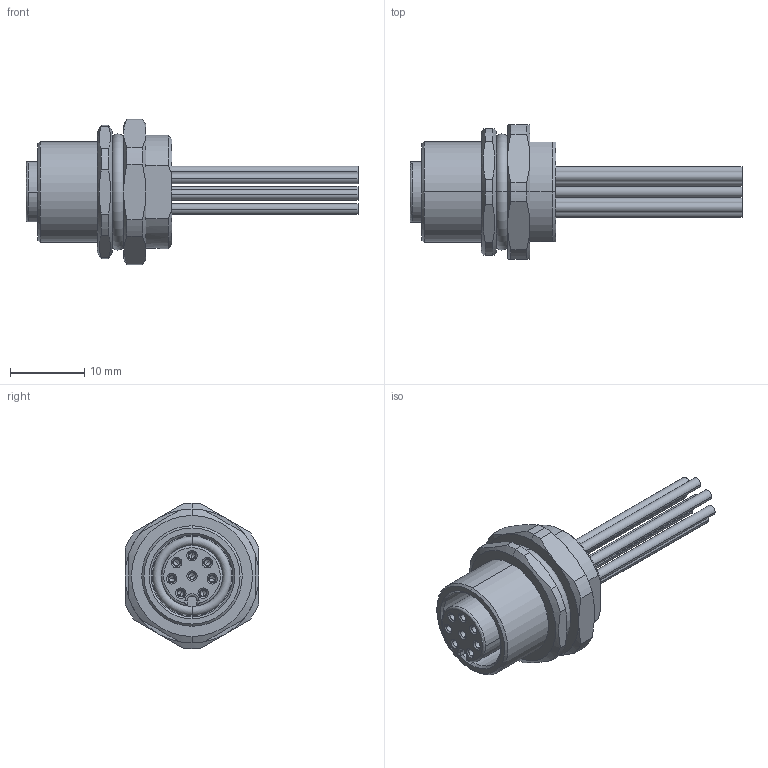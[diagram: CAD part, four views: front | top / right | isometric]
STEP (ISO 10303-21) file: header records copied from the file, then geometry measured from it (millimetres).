
FILE_DESCRIPTION((''),'2;1');
FILE_NAME('237159_SM01_ASM','2024-06-04T09:20:22',('banengservice'),('BANNER ENGINEERING'),'CREO PARAMETRIC BY PTC INC, 2022414','CREO PARAMETRIC BY PTC INC, 2022414','');
FILE_SCHEMA(('CONFIG_CONTROL_DESIGN'));
Length unit declared in the file: millimetre
Products named in the file (2): 237159_EP01; 237159_SM01_ASM
Assembly tree (1 placements, depth 2):
  237159_SM01_ASM
    237159_EP01
Bounding box: 44.6 x 18 x 19.5 mm (x, y, z)
Volume: 3359.6 mm3; surface area: 3590.1 mm2
Topology: 2 solids, 2 shells, 293 faces, 750 edges, 479 vertices
Faces by surface type: plane 112, cylinder 112, cone 57, torus 10, bspline 2
Entity records: 9324 total; most frequent: CARTESIAN_POINT 1987, DIRECTION 1641, ORIENTED_EDGE 1464, EDGE_CURVE 732, AXIS2_PLACEMENT_3D 665, VERTEX_POINT 479, CIRCLE 371, EDGE_LOOP 331
